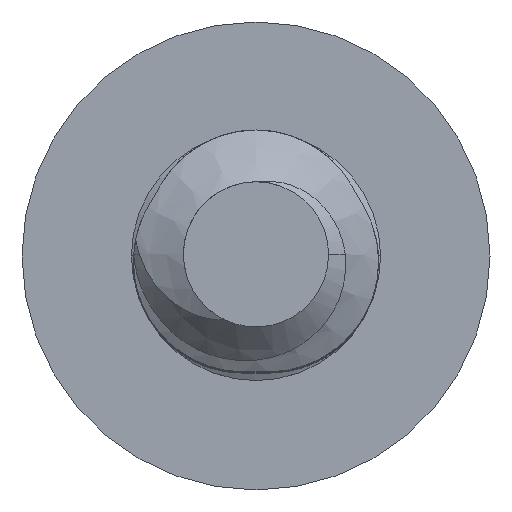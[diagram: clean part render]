
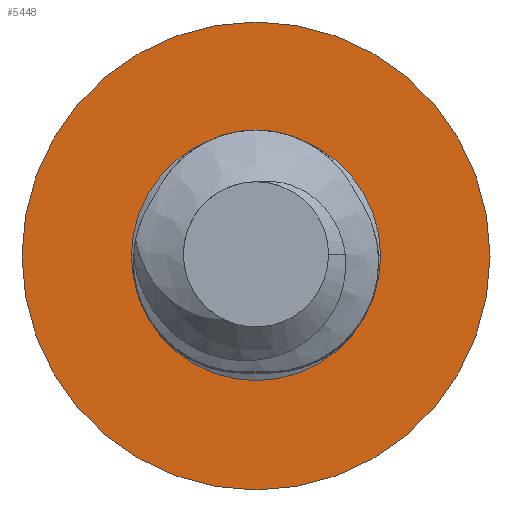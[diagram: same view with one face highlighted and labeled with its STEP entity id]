
A CAD part, top view. The second image highlights one B-rep face of the part: STEP entity #5448.
In plain terms, the highlighted planar face has unit normal (0, 0, 1).
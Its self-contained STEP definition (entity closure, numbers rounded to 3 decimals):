
#1562 = CARTESIAN_POINT ( 'NONE',  ( 2.362, 0., -9.828 ) ) ;
#1564 = DIRECTION ( 'NONE',  ( 1., 0., 0. ) ) ;
#1565 = DIRECTION ( 'NONE',  ( 0., 0., 1. ) ) ;
#1566 = CARTESIAN_POINT ( 'NONE',  ( 0., 0., -9.828 ) ) ;
#1567 = AXIS2_PLACEMENT_3D ( 'NONE', #1566, #1565, #1564 ) ;
#1574 = CIRCLE ( 'NONE', #1567, 2.362 ) ;
#1577 = CARTESIAN_POINT ( 'NONE',  ( -2.362, 0., -9.828 ) ) ;
#2236 = CIRCLE ( 'NONE', #2286, 1.257 ) ;
#2260 = AXIS2_PLACEMENT_3D ( 'NONE', #2307, #2306, #2305 ) ;
#2267 = CIRCLE ( 'NONE', #2260, 2.362 ) ;
#2283 = DIRECTION ( 'NONE',  ( 1., 0., 0. ) ) ;
#2284 = DIRECTION ( 'NONE',  ( 0., 0., -1. ) ) ;
#2285 = CARTESIAN_POINT ( 'NONE',  ( 0., 0., -9.828 ) ) ;
#2286 = AXIS2_PLACEMENT_3D ( 'NONE', #2285, #2284, #2283 ) ;
#2291 = FACE_BOUND ( 'NONE', #5404, .T. ) ;
#2293 = CARTESIAN_POINT ( 'NONE',  ( 2.362, 0., -9.828 ) ) ;
#2298 = PLANE ( 'NONE',  #2334 ) ;
#2305 = DIRECTION ( 'NONE',  ( 1., 0., 0. ) ) ;
#2306 = DIRECTION ( 'NONE',  ( 0., 0., 1. ) ) ;
#2307 = CARTESIAN_POINT ( 'NONE',  ( 0., 0., -9.828 ) ) ;
#2329 = DIRECTION ( 'NONE',  ( 1., 0., 0. ) ) ;
#2330 = DIRECTION ( 'NONE',  ( 0., 0., 1. ) ) ;
#2334 = AXIS2_PLACEMENT_3D ( 'NONE', #2293, #2330, #2329 ) ;
#2339 = FACE_OUTER_BOUND ( 'NONE', #5432, .T. ) ;
#2469 = CARTESIAN_POINT ( 'NONE',  ( 1.257, 0., -9.828 ) ) ;
#2523 = CARTESIAN_POINT ( 'NONE',  ( -1.257, 0., -9.828 ) ) ;
#2542 = DIRECTION ( 'NONE',  ( 0., 0., -1. ) ) ;
#2561 = CIRCLE ( 'NONE', #2567, 1.257 ) ;
#2567 = AXIS2_PLACEMENT_3D ( 'NONE', #2569, #2542, #2608 ) ;
#2569 = CARTESIAN_POINT ( 'NONE',  ( 0., 0., -9.828 ) ) ;
#2608 = DIRECTION ( 'NONE',  ( 1., 0., 0. ) ) ;
#4888 = VERTEX_POINT ( 'NONE', #1577 ) ;
#4895 = EDGE_CURVE ( 'NONE', #4899, #4888, #1574, .T. ) ;
#4899 = VERTEX_POINT ( 'NONE', #1562 ) ;
#5377 = EDGE_CURVE ( 'NONE', #5527, #5521, #2236, .T. ) ;
#5388 = ORIENTED_EDGE ( 'NONE', *, *, #5377, .T. ) ;
#5404 = EDGE_LOOP ( 'NONE', ( #5388, #5450 ) ) ;
#5419 = ORIENTED_EDGE ( 'NONE', *, *, #4895, .T. ) ;
#5420 = ORIENTED_EDGE ( 'NONE', *, *, #5433, .T. ) ;
#5432 = EDGE_LOOP ( 'NONE', ( #5419, #5420 ) ) ;
#5433 = EDGE_CURVE ( 'NONE', #4888, #4899, #2267, .T. ) ;
#5448 = ADVANCED_FACE ( 'NONE', ( #2291, #2339 ), #2298, .T. ) ;
#5450 = ORIENTED_EDGE ( 'NONE', *, *, #5568, .T. ) ;
#5521 = VERTEX_POINT ( 'NONE', #2523 ) ;
#5527 = VERTEX_POINT ( 'NONE', #2469 ) ;
#5568 = EDGE_CURVE ( 'NONE', #5521, #5527, #2561, .T. ) ;
